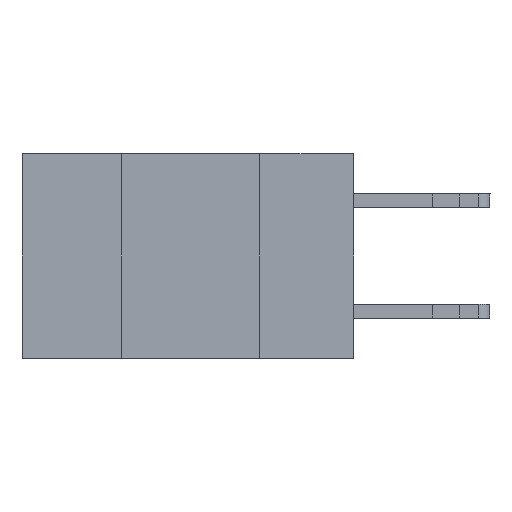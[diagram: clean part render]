
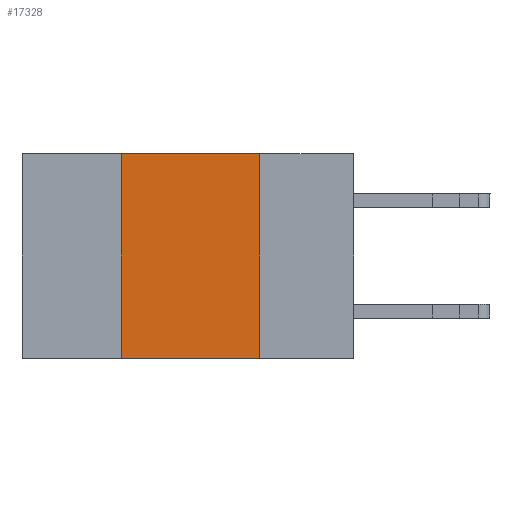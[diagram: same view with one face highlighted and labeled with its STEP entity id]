
A CAD part, left-side view. The second image highlights one B-rep face of the part: STEP entity #17328.
In plain terms, the highlighted planar face has unit normal (-1, 0, 0).
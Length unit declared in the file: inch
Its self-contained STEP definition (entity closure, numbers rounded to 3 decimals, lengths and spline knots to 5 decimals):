
#21 = VERTEX_POINT ( 'NONE', #12366 ) ;
#670 = LINE ( 'NONE', #11773, #9075 ) ;
#1430 = DIRECTION ( 'NONE',  ( 0., 0., 1. ) ) ;
#1949 = EDGE_CURVE ( 'NONE', #21, #21507, #24152, .T. ) ;
#2700 = CARTESIAN_POINT ( 'NONE',  ( 0., 0.17, -0.37 ) ) ;
#3934 = VECTOR ( 'NONE', #10212, 39.37008 ) ;
#5136 = LINE ( 'NONE', #10674, #21974 ) ;
#6104 = DIRECTION ( 'NONE',  ( 0., 0., -1. ) ) ;
#6164 = CARTESIAN_POINT ( 'NONE',  ( 0., 0.6, -0.37 ) ) ;
#7015 = EDGE_LOOP ( 'NONE', ( #24008, #12583, #23623, #11544 ) ) ;
#7283 = CARTESIAN_POINT ( 'NONE',  ( 0., 0.6, 0. ) ) ;
#8142 = EDGE_CURVE ( 'NONE', #9721, #8151, #9967, .T. ) ;
#8151 = VERTEX_POINT ( 'NONE', #2700 ) ;
#8225 = DIRECTION ( 'NONE',  ( 0., 0., -1. ) ) ;
#8634 = CARTESIAN_POINT ( 'NONE',  ( 0., 0.42, -0.37 ) ) ;
#9075 = VECTOR ( 'NONE', #6104, 39.37008 ) ;
#9163 = EDGE_CURVE ( 'NONE', #21507, #8151, #670, .T. ) ;
#9216 = CARTESIAN_POINT ( 'NONE',  ( 0., 0.17, 0. ) ) ;
#9721 = VERTEX_POINT ( 'NONE', #8634 ) ;
#9823 = DIRECTION ( 'NONE',  ( 1., 0., 0. ) ) ;
#9967 = LINE ( 'NONE', #6164, #3934 ) ;
#10212 = DIRECTION ( 'NONE',  ( 0., -1., 0. ) ) ;
#10674 = CARTESIAN_POINT ( 'NONE',  ( 0., 0.42, 0. ) ) ;
#10900 = VECTOR ( 'NONE', #14787, 39.37008 ) ;
#11544 = ORIENTED_EDGE ( 'NONE', *, *, #8142, .T. ) ;
#11773 = CARTESIAN_POINT ( 'NONE',  ( 0., 0.17, 0. ) ) ;
#12366 = CARTESIAN_POINT ( 'NONE',  ( 0., 0.42, 0. ) ) ;
#12583 = ORIENTED_EDGE ( 'NONE', *, *, #1949, .F. ) ;
#14787 = DIRECTION ( 'NONE',  ( 0., -1., 0. ) ) ;
#17328 = ADVANCED_FACE ( 'NONE', ( #17595 ), #21401, .F. ) ;
#17595 = FACE_OUTER_BOUND ( 'NONE', #7015, .T. ) ;
#19482 = AXIS2_PLACEMENT_3D ( 'NONE', #23031, #9823, #8225 ) ;
#21401 = PLANE ( 'NONE',  #19482 ) ;
#21507 = VERTEX_POINT ( 'NONE', #9216 ) ;
#21818 = EDGE_CURVE ( 'NONE', #9721, #21, #5136, .T. ) ;
#21974 = VECTOR ( 'NONE', #1430, 39.37008 ) ;
#23031 = CARTESIAN_POINT ( 'NONE',  ( 0., 0.6, 0. ) ) ;
#23623 = ORIENTED_EDGE ( 'NONE', *, *, #21818, .F. ) ;
#24008 = ORIENTED_EDGE ( 'NONE', *, *, #9163, .F. ) ;
#24152 = LINE ( 'NONE', #7283, #10900 ) ;
